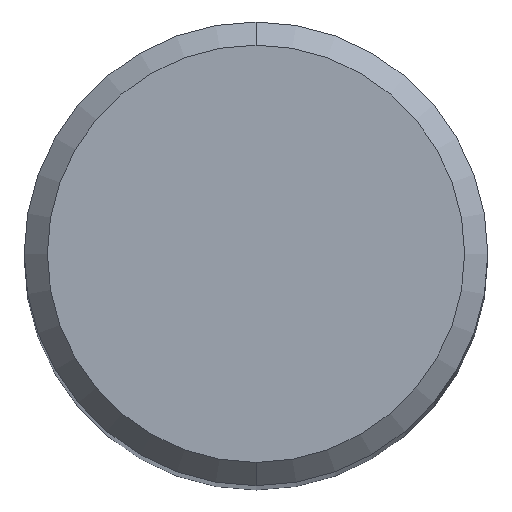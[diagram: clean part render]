
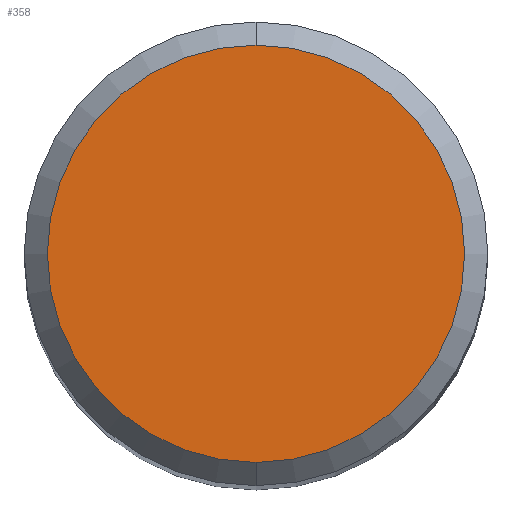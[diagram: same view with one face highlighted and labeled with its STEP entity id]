
A CAD part, top view. The second image highlights one B-rep face of the part: STEP entity #358.
In plain terms, the highlighted planar face has unit normal (0, 0, 1).
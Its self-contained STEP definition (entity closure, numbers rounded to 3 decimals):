
#210=EDGE_CURVE('',#222,#264,#513,.T.);
#222=VERTEX_POINT('',#526);
#238=EDGE_CURVE('',#264,#222,#543,.T.);
#264=VERTEX_POINT('',#571);
#358=ADVANCED_FACE('',(#674),#675,.T.);
#513=CIRCLE('',#876,3.6);
#526=CARTESIAN_POINT('',(0.,-3.6,0.0));
#543=CIRCLE('',#910,3.6);
#571=CARTESIAN_POINT('',(0.0,3.6,0.0));
#674=FACE_OUTER_BOUND('',#1246,.T.);
#675=PLANE('',#1247);
#876=AXIS2_PLACEMENT_3D('',#1472,#1473,#1474);
#910=AXIS2_PLACEMENT_3D('',#1505,#1506,#1507);
#1246=EDGE_LOOP('',(#1651,#1652));
#1247=AXIS2_PLACEMENT_3D('',#1653,#1654,#1655);
#1472=CARTESIAN_POINT('',(0.0,0.0,0.0));
#1473=DIRECTION('',(0.0,0.0,-1.0));
#1474=DIRECTION('',(0.0,1.0,0.0));
#1505=CARTESIAN_POINT('',(0.0,0.0,0.0));
#1506=DIRECTION('',(0.0,0.0,-1.0));
#1507=DIRECTION('',(0.0,1.0,0.0));
#1651=ORIENTED_EDGE('',*,*,#238,.F.);
#1652=ORIENTED_EDGE('',*,*,#210,.F.);
#1653=CARTESIAN_POINT('',(0.0,1.8,0.0));
#1654=DIRECTION('',(-0.0,0.0,1.0));
#1655=DIRECTION('',(0.0,-1.0,0.0));
